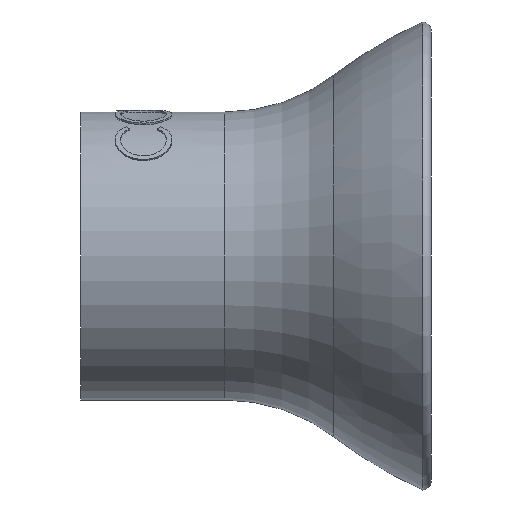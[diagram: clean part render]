
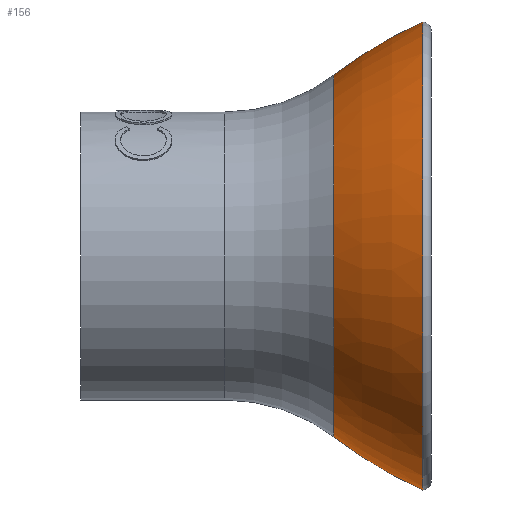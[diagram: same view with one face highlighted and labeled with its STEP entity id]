
A CAD part, left-side view. The second image highlights one B-rep face of the part: STEP entity #156.
In plain terms, the highlighted toroidal (fillet/blend) face has major radius 10.651 mm and minor radius 26 mm.
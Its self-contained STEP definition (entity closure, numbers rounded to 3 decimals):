
#156=ADVANCED_FACE('',(#377),#378,.T.);
#377=FACE_OUTER_BOUND('',#657,.T.);
#378=TOROIDAL_SURFACE('',#658,-10.651,26.0);
#657=EDGE_LOOP('',(#4578,#4579,#4580,#4581));
#658=AXIS2_PLACEMENT_3D('',#4582,#4583,#4584);
#4578=ORIENTED_EDGE('',*,*,#5093,.F.);
#4579=ORIENTED_EDGE('',*,*,#5177,.T.);
#4580=ORIENTED_EDGE('',*,*,#5095,.T.);
#4581=ORIENTED_EDGE('',*,*,#5099,.F.);
#4582=CARTESIAN_POINT('',(0.0,-29.8,0.0));
#4583=DIRECTION('',(0.0,1.0,0.0));
#4584=DIRECTION('',(0.0,0.0,1.0));
#5093=EDGE_CURVE('',#5430,#5436,#5437,.T.);
#5095=EDGE_CURVE('',#5432,#5438,#5440,.T.);
#5099=EDGE_CURVE('',#5436,#5438,#5446,.T.);
#5177=EDGE_CURVE('',#5430,#5432,#5574,.T.);
#5430=VERTEX_POINT('',#6031);
#5432=VERTEX_POINT('',#6033);
#5436=VERTEX_POINT('',#6037);
#5437=CIRCLE('',#6038,26.0);
#5438=VERTEX_POINT('',#6039);
#5440=CIRCLE('',#6041,26.0);
#5446=CIRCLE('',#6047,10.041);
#5574=CIRCLE('',#6668,13.0);
#6031=CARTESIAN_POINT('',(0.,-19.0,-13.0));
#6033=CARTESIAN_POINT('',(0.0,-19.0,13.0));
#6037=CARTESIAN_POINT('',(0.,-14.057,-10.041));
#6038=AXIS2_PLACEMENT_3D('',#8005,#8006,#8007);
#6039=CARTESIAN_POINT('',(0.0,-14.057,10.041));
#6041=AXIS2_PLACEMENT_3D('',#8011,#8012,#8013);
#6047=AXIS2_PLACEMENT_3D('',#8020,#8021,#8022);
#6668=AXIS2_PLACEMENT_3D('',#8126,#8127,#8128);
#8005=CARTESIAN_POINT('',(0.,-29.8,10.651));
#8006=DIRECTION('',(1.0,0.0,0.));
#8007=DIRECTION('',(0.,0.0,-1.0));
#8011=CARTESIAN_POINT('',(0.0,-29.8,-10.651));
#8012=DIRECTION('',(-1.0,0.0,0.0));
#8013=DIRECTION('',(0.0,0.0,1.0));
#8020=CARTESIAN_POINT('',(0.0,-14.057,0.0));
#8021=DIRECTION('',(0.0,1.0,0.0));
#8022=DIRECTION('',(0.0,0.0,1.0));
#8126=CARTESIAN_POINT('',(0.0,-19.0,0.0));
#8127=DIRECTION('',(0.0,1.0,0.0));
#8128=DIRECTION('',(0.0,0.0,1.0));
